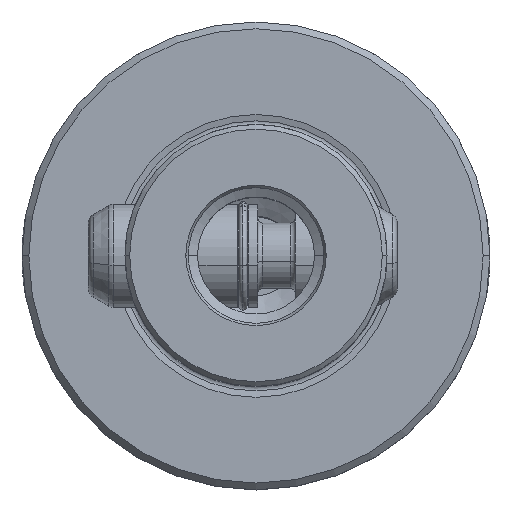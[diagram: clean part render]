
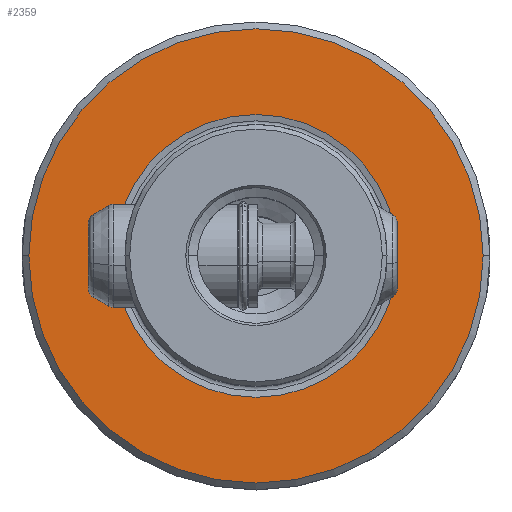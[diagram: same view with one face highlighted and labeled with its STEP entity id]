
A CAD part, top view. The second image highlights one B-rep face of the part: STEP entity #2359.
In plain terms, the highlighted planar face has unit normal (0, 0, 1).
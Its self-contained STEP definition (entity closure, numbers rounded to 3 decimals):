
#1151=VERTEX_POINT('NONE',#3293);
#1319=VERTEX_POINT('NONE',#3482);
#1321=EDGE_CURVE('NONE',#1151,#3231,#3484,.T.);
#1327=EDGE_CURVE('NONE',#1319,#2843,#3490,.T.);
#1539=EDGE_CURVE('NONE',#2843,#1319,#3733,.T.);
#2359=ADVANCED_FACE('NONE',(#4648,#4649),#4650,.F.);
#2843=VERTEX_POINT('NONE',#5188);
#2963=EDGE_CURVE('NONE',#3231,#1151,#5321,.T.);
#3231=VERTEX_POINT('NONE',#5617);
#3293=CARTESIAN_POINT('',(15.112,0.0,0.0));
#3482=CARTESIAN_POINT('',(24.275,0.,0.0));
#3484=CIRCLE('',#6028,15.112);
#3490=CIRCLE('',#6039,24.275);
#3733=CIRCLE('',#6449,24.275);
#4648=FACE_OUTER_BOUND('',#8084,.T.);
#4649=FACE_BOUND('',#8085,.T.);
#4650=PLANE('',#8086);
#5188=CARTESIAN_POINT('',(-24.275,0.0,0.0));
#5321=CIRCLE('',#9222,15.112);
#5617=CARTESIAN_POINT('',(-15.112,0.,0.0));
#6028=AXIS2_PLACEMENT_3D('',#10043,#10044,#10045);
#6039=AXIS2_PLACEMENT_3D('',#10048,#10049,#10050);
#6449=AXIS2_PLACEMENT_3D('',#10371,#10372,#10373);
#8084=EDGE_LOOP('',(#11493,#11494));
#8085=EDGE_LOOP('',(#11495,#11496));
#8086=AXIS2_PLACEMENT_3D('',#11497,#11498,#11499);
#9222=AXIS2_PLACEMENT_3D('',#12250,#12251,#12252);
#10043=CARTESIAN_POINT('',(0.0,0.0,0.0));
#10044=DIRECTION('',(0.0,0.0,1.0));
#10045=DIRECTION('',(-1.0,0.0,0.0));
#10048=CARTESIAN_POINT('',(0.0,0.0,0.0));
#10049=DIRECTION('',(0.0,0.0,-1.0));
#10050=DIRECTION('',(-1.0,0.0,0.0));
#10371=CARTESIAN_POINT('',(0.0,0.0,0.0));
#10372=DIRECTION('',(0.0,0.0,-1.0));
#10373=DIRECTION('',(-1.0,0.0,0.0));
#11493=ORIENTED_EDGE('',*,*,#1539,.F.);
#11494=ORIENTED_EDGE('',*,*,#1327,.F.);
#11495=ORIENTED_EDGE('',*,*,#1321,.F.);
#11496=ORIENTED_EDGE('',*,*,#2963,.F.);
#11497=CARTESIAN_POINT('',(0.0,25.0,0.0));
#11498=DIRECTION('',(0.0,0.0,-1.0));
#11499=DIRECTION('',(0.0,1.0,0.0));
#12250=CARTESIAN_POINT('',(0.0,0.0,0.0));
#12251=DIRECTION('',(0.0,0.0,1.0));
#12252=DIRECTION('',(-1.0,0.0,0.0));
